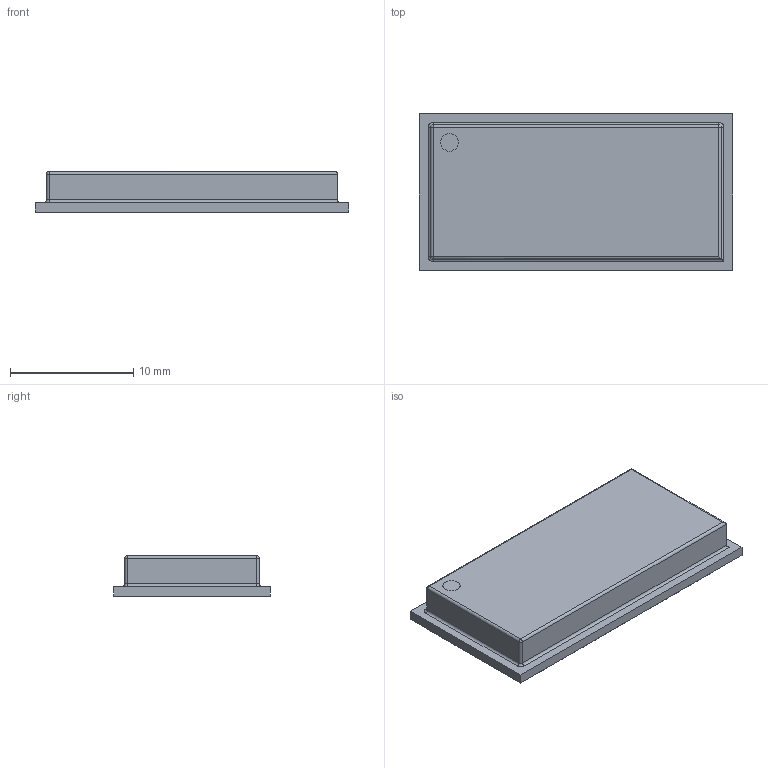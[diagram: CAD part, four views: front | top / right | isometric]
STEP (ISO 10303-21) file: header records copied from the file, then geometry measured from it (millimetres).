
FILE_DESCRIPTION (( 'STEP AP214' ), '1' );
FILE_NAME ('Modules_Radiocrafts_RC1701xx-MBUS_Wireless_EN_13757-4_2013_SM.STEP', '2018-09-03T11:48:11', ( '' ), ( '' ), 'SwSTEP 2.0', 'SolidWorks 2016', '' );
FILE_SCHEMA (( 'AUTOMOTIVE_DESIGN' ));
Length unit declared in the file: millimetre
Products named in the file (1): Modules_Radiocrafts_RC1701xx-MBUS_Wireless_EN_13757-4_2013_SM
Bounding box: 25.4 x 12.7 x 3.3 mm (x, y, z)
Volume: 899.1 mm3; surface area: 867.4 mm2
Topology: 1 solids, 1 shells, 240 faces, 568 edges, 371 vertices
Faces by surface type: plane 222, cylinder 12, sphere 3, torus 3
Full cylindrical faces by diameter (mm): 1.41 x1
Entity records: 6853 total; most frequent: CARTESIAN_POINT 1182, ORIENTED_EDGE 1128, DIRECTION 1067, EDGE_CURVE 564, LINE 539, VECTOR 539, VERTEX_POINT 371, EDGE_LOOP 285
